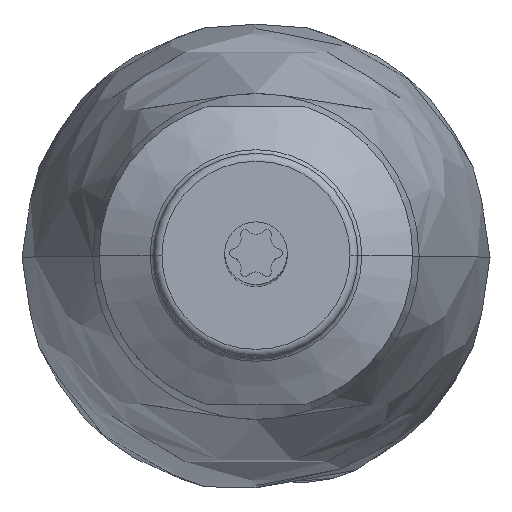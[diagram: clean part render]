
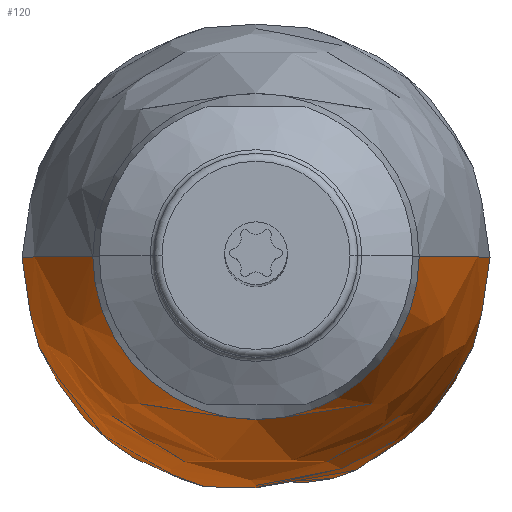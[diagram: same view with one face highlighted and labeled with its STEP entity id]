
A CAD part, top view. The second image highlights one B-rep face of the part: STEP entity #120.
In plain terms, the highlighted free-form (B-spline) face has degree [3, 3] with [4, 4] control points.
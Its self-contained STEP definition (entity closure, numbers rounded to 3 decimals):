
#107=(
BOUNDED_SURFACE()
B_SPLINE_SURFACE(3,3,((#956,#957,#958,#959),(#960,#961,#962,#963),(#964,
#965,#966,#967),(#968,#969,#970,#971)),.UNSPECIFIED.,.F.,.F.,.F.)
B_SPLINE_SURFACE_WITH_KNOTS((4,4),(4,4),(0.,1.),(0.,1.),.UNSPECIFIED.)
GEOMETRIC_REPRESENTATION_ITEM()
RATIONAL_B_SPLINE_SURFACE(((1.,0.333,0.333,1.),
(0.961,0.32,0.32,0.961),
(0.961,0.32,0.32,0.961),
(1.,0.333,0.333,1.)))
REPRESENTATION_ITEM('')
SURFACE()
);
#120=ADVANCED_FACE('',(#162),#107,.T.);
#162=FACE_OUTER_BOUND('',#196,.T.);
#196=EDGE_LOOP('',(#241,#242,#243,#244));
#241=ORIENTED_EDGE('',*,*,#463,.T.);
#242=ORIENTED_EDGE('',*,*,#464,.T.);
#243=ORIENTED_EDGE('',*,*,#462,.F.);
#244=ORIENTED_EDGE('',*,*,#465,.F.);
#405=VERTEX_POINT('',#944);
#406=VERTEX_POINT('',#946);
#407=VERTEX_POINT('',#952);
#408=VERTEX_POINT('',#953);
#462=EDGE_CURVE('',#406,#405,#548,.T.);
#463=EDGE_CURVE('',#407,#408,#549,.T.);
#464=EDGE_CURVE('',#408,#405,#550,.T.);
#465=EDGE_CURVE('',#407,#406,#551,.T.);
#548=CIRCLE('',#631,7.784);
#549=CIRCLE('',#633,10.411);
#550=CIRCLE('',#634,100.);
#551=CIRCLE('',#635,100.);
#631=AXIS2_PLACEMENT_3D('',#949,#738,#739);
#633=AXIS2_PLACEMENT_3D('',#951,#742,#743);
#634=AXIS2_PLACEMENT_3D('',#954,#744,#745);
#635=AXIS2_PLACEMENT_3D('',#955,#746,#747);
#738=DIRECTION('',(0.,0.,-1.));
#739=DIRECTION('',(1.,0.,0.));
#742=DIRECTION('',(0.,0.,-1.));
#743=DIRECTION('',(1.,0.,0.));
#744=DIRECTION('',(0.,-1.,0.));
#745=DIRECTION('',(-0.928,0.,-0.373));
#746=DIRECTION('',(0.,1.,0.));
#747=DIRECTION('',(0.928,0.,-0.373));
#944=CARTESIAN_POINT('',(-7.784,0.,-189.119));
#946=CARTESIAN_POINT('',(7.784,0.,-189.119));
#949=CARTESIAN_POINT('',(0.,0.,-189.119));
#951=CARTESIAN_POINT('',(0.,0.,-121.875));
#952=CARTESIAN_POINT('',(10.411,0.,-121.875));
#953=CARTESIAN_POINT('',(-10.411,0.,-121.875));
#954=CARTESIAN_POINT('',(85.,0.,-151.82));
#955=CARTESIAN_POINT('',(-85.,0.,-151.82));
#956=CARTESIAN_POINT('',(7.784,0.,-189.119));
#957=CARTESIAN_POINT('',(7.784,-15.567,-189.119));
#958=CARTESIAN_POINT('',(-7.784,-15.567,-189.119));
#959=CARTESIAN_POINT('',(-7.784,0.,-189.119));
#960=CARTESIAN_POINT('',(16.489,0.,-167.464));
#961=CARTESIAN_POINT('',(16.489,-32.977,-167.464));
#962=CARTESIAN_POINT('',(-16.489,-32.977,-167.464));
#963=CARTESIAN_POINT('',(-16.489,0.,-167.464));
#964=CARTESIAN_POINT('',(17.4,0.,-144.143));
#965=CARTESIAN_POINT('',(17.4,-34.8,-144.143));
#966=CARTESIAN_POINT('',(-17.4,-34.8,-144.143));
#967=CARTESIAN_POINT('',(-17.4,0.,-144.143));
#968=CARTESIAN_POINT('',(10.411,0.,-121.875));
#969=CARTESIAN_POINT('',(10.411,-20.822,-121.875));
#970=CARTESIAN_POINT('',(-10.411,-20.822,-121.875));
#971=CARTESIAN_POINT('',(-10.411,0.,-121.875));
